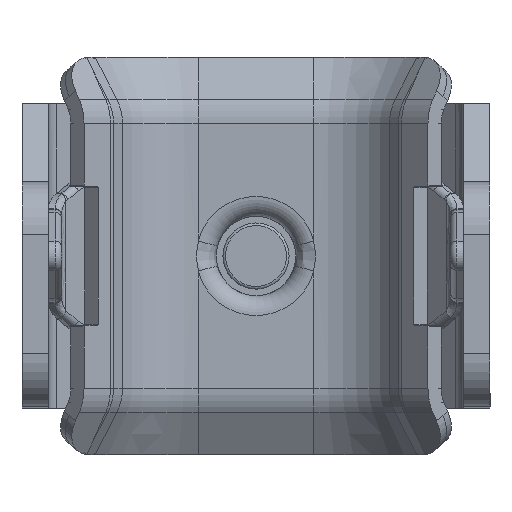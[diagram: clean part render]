
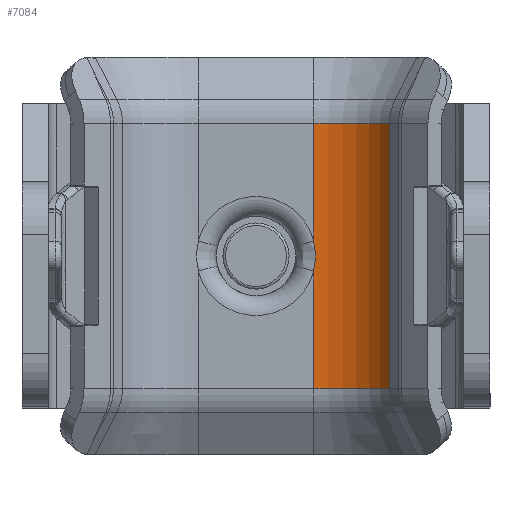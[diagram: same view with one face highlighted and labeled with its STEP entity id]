
A CAD part, top view. The second image highlights one B-rep face of the part: STEP entity #7084.
In plain terms, the highlighted cylindrical face has radius 7 mm (diameter 14 mm), a partial arc.
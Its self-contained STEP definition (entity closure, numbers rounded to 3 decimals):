
#203=B_SPLINE_CURVE_WITH_KNOTS('',3,(#10802,#10803,#10804,#10805),
 .UNSPECIFIED.,.F.,.F.,(4,4),(-6.283,0.),
 .UNSPECIFIED.);
#527=FACE_OUTER_BOUND('',#973,.T.);
#973=EDGE_LOOP('',(#4834,#4835,#4836,#4837,#4838,#4839));
#1454=LINE('',#10812,#2011);
#1455=LINE('',#10816,#2012);
#1456=LINE('',#10819,#2013);
#2011=VECTOR('',#8554,10.);
#2012=VECTOR('',#8557,10.);
#2013=VECTOR('',#8560,10.);
#2549=CIRCLE('',#7633,7.);
#2550=CIRCLE('',#7634,7.);
#2976=VERTEX_POINT('',#10735);
#2984=VERTEX_POINT('',#10779);
#2985=VERTEX_POINT('',#10811);
#2986=VERTEX_POINT('',#10813);
#2987=VERTEX_POINT('',#10815);
#2988=VERTEX_POINT('',#10817);
#3679=EDGE_CURVE('',#2976,#2984,#203,.T.);
#3681=EDGE_CURVE('',#2985,#2976,#1454,.T.);
#3682=EDGE_CURVE('',#2986,#2985,#2549,.T.);
#3683=EDGE_CURVE('',#2986,#2987,#1455,.T.);
#3684=EDGE_CURVE('',#2987,#2988,#2550,.T.);
#3685=EDGE_CURVE('',#2984,#2988,#1456,.T.);
#4834=ORIENTED_EDGE('',*,*,#3679,.F.);
#4835=ORIENTED_EDGE('',*,*,#3681,.F.);
#4836=ORIENTED_EDGE('',*,*,#3682,.F.);
#4837=ORIENTED_EDGE('',*,*,#3683,.T.);
#4838=ORIENTED_EDGE('',*,*,#3684,.T.);
#4839=ORIENTED_EDGE('',*,*,#3685,.F.);
#6931=CYLINDRICAL_SURFACE('',#7632,7.);
#7084=ADVANCED_FACE('',(#527),#6931,.F.);
#7632=AXIS2_PLACEMENT_3D('',#10810,#8552,#8553);
#7633=AXIS2_PLACEMENT_3D('',#10814,#8555,#8556);
#7634=AXIS2_PLACEMENT_3D('',#10818,#8558,#8559);
#8552=DIRECTION('center_axis',(-1.,0.,0.));
#8553=DIRECTION('ref_axis',(0.,0.954,-0.301));
#8554=DIRECTION('',(-1.,0.,0.));
#8555=DIRECTION('center_axis',(-1.,0.,0.));
#8556=DIRECTION('ref_axis',(0.,0.985,0.174));
#8557=DIRECTION('',(-1.,0.,0.));
#8558=DIRECTION('center_axis',(-1.,0.,0.));
#8559=DIRECTION('ref_axis',(0.,0.985,0.174));
#8560=DIRECTION('',(-1.,0.,0.));
#10735=CARTESIAN_POINT('',(-13.871,-1.708,-10.501));
#10779=CARTESIAN_POINT('',(-16.129,-1.708,-10.501));
#10802=CARTESIAN_POINT('Ctrl Pts',(-13.871,-1.708,
-10.501));
#10803=CARTESIAN_POINT('Ctrl Pts',(-14.607,-1.597,
-10.39));
#10804=CARTESIAN_POINT('Ctrl Pts',(-15.393,-1.597,-10.39));
#10805=CARTESIAN_POINT('Ctrl Pts',(-16.129,-1.708,
-10.501));
#10810=CARTESIAN_POINT('Origin',(-15.,-6.658,-5.551));
#10811=CARTESIAN_POINT('',(-4.975,-1.708,-10.501));
#10812=CARTESIAN_POINT('',(-25.025,-1.708,-10.501));
#10813=CARTESIAN_POINT('',(-4.975,0.235,-4.335));
#10814=CARTESIAN_POINT('Origin',(-4.975,-6.658,-5.551));
#10815=CARTESIAN_POINT('',(-25.025,0.235,-4.335));
#10816=CARTESIAN_POINT('',(-25.025,0.235,-4.335));
#10817=CARTESIAN_POINT('',(-25.025,-1.708,-10.501));
#10818=CARTESIAN_POINT('Origin',(-25.025,-6.658,-5.551));
#10819=CARTESIAN_POINT('',(-25.025,-1.708,-10.501));
